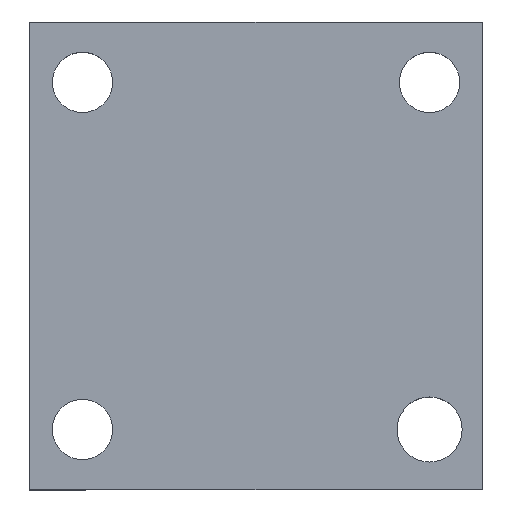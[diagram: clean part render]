
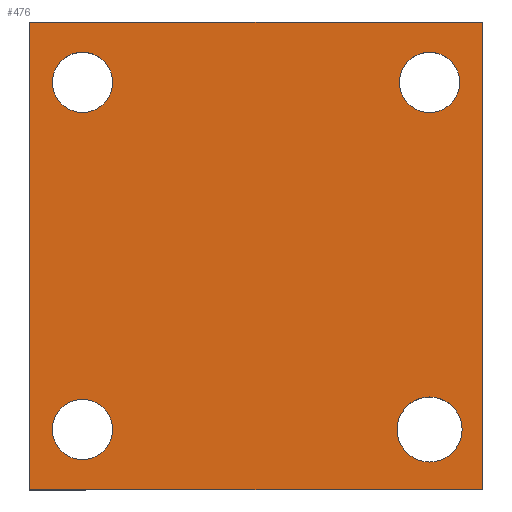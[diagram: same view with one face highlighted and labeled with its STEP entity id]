
A CAD part, top view. The second image highlights one B-rep face of the part: STEP entity #476.
In plain terms, the highlighted planar face has unit normal (0, 0, 1).
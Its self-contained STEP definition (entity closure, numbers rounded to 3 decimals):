
#1 = CARTESIAN_POINT ( 'NONE',  ( 9.345, -11.501, 5. ) ) ;
#2 = CARTESIAN_POINT ( 'NONE',  ( -9.499, 11.503, 5. ) ) ;
#16 = CARTESIAN_POINT ( 'NONE',  ( 13.503, 11.501, 5. ) ) ;
#26 = EDGE_CURVE ( 'NONE', #75, #444, #433, .T. ) ;
#27 = CIRCLE ( 'NONE', #44, 2.156 ) ;
#31 = DIRECTION ( 'NONE',  ( 1., 0., 0. ) ) ;
#35 = VECTOR ( 'NONE', #400, 1000. ) ;
#44 = AXIS2_PLACEMENT_3D ( 'NONE', #283, #443, #487 ) ;
#48 = CARTESIAN_POINT ( 'NONE',  ( 11.503, 11.501, 5. ) ) ;
#49 = ORIENTED_EDGE ( 'NONE', *, *, #335, .F. ) ;
#50 = CARTESIAN_POINT ( 'NONE',  ( -11.501, -11.499, 5. ) ) ;
#51 = AXIS2_PLACEMENT_3D ( 'NONE', #484, #271, #31 ) ;
#62 = LINE ( 'NONE', #514, #316 ) ;
#68 = ORIENTED_EDGE ( 'NONE', *, *, #406, .T. ) ;
#75 = VERTEX_POINT ( 'NONE', #2 ) ;
#77 = DIRECTION ( 'NONE',  ( 0., 0., 1. ) ) ;
#82 = EDGE_CURVE ( 'NONE', #492, #371, #144, .T. ) ;
#86 = CARTESIAN_POINT ( 'NONE',  ( -11.499, 11.503, 5. ) ) ;
#89 = AXIS2_PLACEMENT_3D ( 'NONE', #261, #113, #397 ) ;
#92 = ORIENTED_EDGE ( 'NONE', *, *, #338, .F. ) ;
#93 = EDGE_CURVE ( 'NONE', #362, #101, #519, .T. ) ;
#95 = CARTESIAN_POINT ( 'NONE',  ( 15.001, -15.501, 5. ) ) ;
#101 = VERTEX_POINT ( 'NONE', #157 ) ;
#102 = FACE_BOUND ( 'NONE', #269, .T. ) ;
#108 = VERTEX_POINT ( 'NONE', #353 ) ;
#113 = DIRECTION ( 'NONE',  ( 0., 0., 1. ) ) ;
#139 = DIRECTION ( 'NONE',  ( -1., 0., 0. ) ) ;
#140 = DIRECTION ( 'NONE',  ( 0., 1., 0. ) ) ;
#142 = FACE_BOUND ( 'NONE', #340, .T. ) ;
#143 = CARTESIAN_POINT ( 'NONE',  ( -11.499, 11.503, 5. ) ) ;
#144 = CIRCLE ( 'NONE', #211, 2.156 ) ;
#145 = CARTESIAN_POINT ( 'NONE',  ( -15.001, -15.501, 5. ) ) ;
#150 = EDGE_CURVE ( 'NONE', #371, #492, #27, .T. ) ;
#151 = DIRECTION ( 'NONE',  ( 0., 0., 1. ) ) ;
#157 = CARTESIAN_POINT ( 'NONE',  ( 9.503, 11.501, 5. ) ) ;
#175 = AXIS2_PLACEMENT_3D ( 'NONE', #86, #252, #450 ) ;
#177 = EDGE_LOOP ( 'NONE', ( #355, #92 ) ) ;
#178 = FACE_OUTER_BOUND ( 'NONE', #327, .T. ) ;
#180 = DIRECTION ( 'NONE',  ( 0., -1., 0. ) ) ;
#189 = VERTEX_POINT ( 'NONE', #437 ) ;
#209 = DIRECTION ( 'NONE',  ( 1., 0., 0. ) ) ;
#211 = AXIS2_PLACEMENT_3D ( 'NONE', #319, #77, #237 ) ;
#214 = EDGE_CURVE ( 'NONE', #417, #275, #231, .T. ) ;
#222 = LINE ( 'NONE', #301, #291 ) ;
#223 = ORIENTED_EDGE ( 'NONE', *, *, #214, .T. ) ;
#228 = AXIS2_PLACEMENT_3D ( 'NONE', #143, #474, #344 ) ;
#229 = AXIS2_PLACEMENT_3D ( 'NONE', #48, #414, #248 ) ;
#231 = LINE ( 'NONE', #235, #35 ) ;
#235 = CARTESIAN_POINT ( 'NONE',  ( 15.001, -15.501, 5. ) ) ;
#237 = DIRECTION ( 'NONE',  ( 1., 0., 0. ) ) ;
#248 = DIRECTION ( 'NONE',  ( 1., 0., 0. ) ) ;
#249 = ORIENTED_EDGE ( 'NONE', *, *, #471, .T. ) ;
#252 = DIRECTION ( 'NONE',  ( 0., 0., 1. ) ) ;
#256 = AXIS2_PLACEMENT_3D ( 'NONE', #50, #410, #209 ) ;
#257 = CARTESIAN_POINT ( 'NONE',  ( -13.499, 11.503, 5. ) ) ;
#260 = ORIENTED_EDGE ( 'NONE', *, *, #26, .F. ) ;
#261 = CARTESIAN_POINT ( 'NONE',  ( 0., 0., 5. ) ) ;
#268 = DIRECTION ( 'NONE',  ( 1., 0., 0. ) ) ;
#269 = EDGE_LOOP ( 'NONE', ( #517, #260 ) ) ;
#271 = DIRECTION ( 'NONE',  ( 0., 0., 1. ) ) ;
#275 = VERTEX_POINT ( 'NONE', #95 ) ;
#283 = CARTESIAN_POINT ( 'NONE',  ( 11.501, -11.501, 5. ) ) ;
#291 = VECTOR ( 'NONE', #180, 1000. ) ;
#292 = ORIENTED_EDGE ( 'NONE', *, *, #150, .F. ) ;
#294 = CARTESIAN_POINT ( 'NONE',  ( 15.001, 15.501, 5. ) ) ;
#297 = VERTEX_POINT ( 'NONE', #459 ) ;
#301 = CARTESIAN_POINT ( 'NONE',  ( -15.001, -15.501, 5. ) ) ;
#302 = ORIENTED_EDGE ( 'NONE', *, *, #93, .F. ) ;
#303 = FACE_BOUND ( 'NONE', #177, .T. ) ;
#304 = EDGE_CURVE ( 'NONE', #444, #75, #415, .T. ) ;
#316 = VECTOR ( 'NONE', #140, 1000. ) ;
#319 = CARTESIAN_POINT ( 'NONE',  ( 11.501, -11.501, 5. ) ) ;
#323 = AXIS2_PLACEMENT_3D ( 'NONE', #439, #151, #268 ) ;
#327 = EDGE_LOOP ( 'NONE', ( #249, #357, #68, #223 ) ) ;
#335 = EDGE_CURVE ( 'NONE', #101, #362, #464, .T. ) ;
#338 = EDGE_CURVE ( 'NONE', #297, #108, #494, .T. ) ;
#340 = EDGE_LOOP ( 'NONE', ( #49, #302 ) ) ;
#344 = DIRECTION ( 'NONE',  ( 1., 0., 0. ) ) ;
#346 = FACE_BOUND ( 'NONE', #470, .T. ) ;
#347 = VERTEX_POINT ( 'NONE', #294 ) ;
#353 = CARTESIAN_POINT ( 'NONE',  ( -13.501, -11.499, 5. ) ) ;
#355 = ORIENTED_EDGE ( 'NONE', *, *, #479, .F. ) ;
#357 = ORIENTED_EDGE ( 'NONE', *, *, #402, .T. ) ;
#362 = VERTEX_POINT ( 'NONE', #16 ) ;
#371 = VERTEX_POINT ( 'NONE', #416 ) ;
#380 = LINE ( 'NONE', #512, #532 ) ;
#397 = DIRECTION ( 'NONE',  ( 1., 0., 0. ) ) ;
#400 = DIRECTION ( 'NONE',  ( 1., 0., 0. ) ) ;
#402 = EDGE_CURVE ( 'NONE', #347, #189, #380, .T. ) ;
#406 = EDGE_CURVE ( 'NONE', #189, #417, #222, .T. ) ;
#410 = DIRECTION ( 'NONE',  ( 0., 0., 1. ) ) ;
#414 = DIRECTION ( 'NONE',  ( 0., 0., 1. ) ) ;
#415 = CIRCLE ( 'NONE', #175, 2. ) ;
#416 = CARTESIAN_POINT ( 'NONE',  ( 13.657, -11.501, 5. ) ) ;
#417 = VERTEX_POINT ( 'NONE', #145 ) ;
#433 = CIRCLE ( 'NONE', #228, 2. ) ;
#437 = CARTESIAN_POINT ( 'NONE',  ( -15.001, 15.501, 5. ) ) ;
#439 = CARTESIAN_POINT ( 'NONE',  ( -11.501, -11.499, 5. ) ) ;
#443 = DIRECTION ( 'NONE',  ( 0., 0., 1. ) ) ;
#444 = VERTEX_POINT ( 'NONE', #257 ) ;
#450 = DIRECTION ( 'NONE',  ( 1., 0., 0. ) ) ;
#459 = CARTESIAN_POINT ( 'NONE',  ( -9.501, -11.499, 5. ) ) ;
#464 = CIRCLE ( 'NONE', #229, 2. ) ;
#470 = EDGE_LOOP ( 'NONE', ( #504, #292 ) ) ;
#471 = EDGE_CURVE ( 'NONE', #275, #347, #62, .T. ) ;
#474 = DIRECTION ( 'NONE',  ( 0., 0., 1. ) ) ;
#475 = CIRCLE ( 'NONE', #323, 2. ) ;
#476 = ADVANCED_FACE ( 'NONE', ( #303, #102, #178, #142, #346 ), #516, .T. ) ;
#479 = EDGE_CURVE ( 'NONE', #108, #297, #475, .T. ) ;
#484 = CARTESIAN_POINT ( 'NONE',  ( 11.503, 11.501, 5. ) ) ;
#487 = DIRECTION ( 'NONE',  ( 1., 0., 0. ) ) ;
#492 = VERTEX_POINT ( 'NONE', #1 ) ;
#494 = CIRCLE ( 'NONE', #256, 2. ) ;
#504 = ORIENTED_EDGE ( 'NONE', *, *, #82, .F. ) ;
#512 = CARTESIAN_POINT ( 'NONE',  ( 15.001, 15.501, 5. ) ) ;
#514 = CARTESIAN_POINT ( 'NONE',  ( 15.001, -15.501, 5. ) ) ;
#516 = PLANE ( 'NONE',  #89 ) ;
#517 = ORIENTED_EDGE ( 'NONE', *, *, #304, .F. ) ;
#519 = CIRCLE ( 'NONE', #51, 2. ) ;
#532 = VECTOR ( 'NONE', #139, 1000. ) ;
